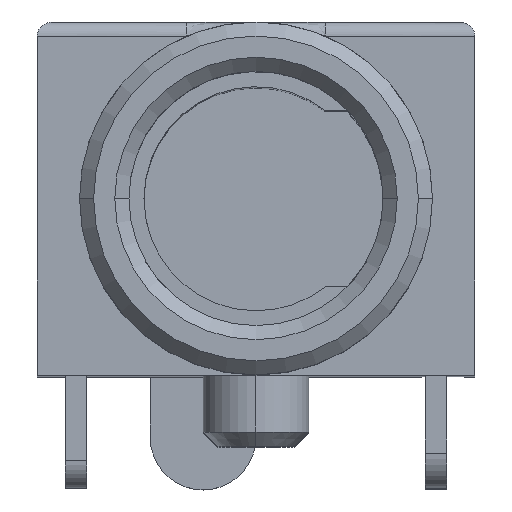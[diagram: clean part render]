
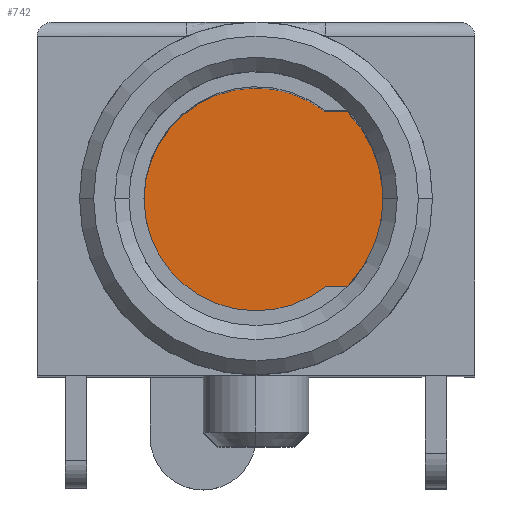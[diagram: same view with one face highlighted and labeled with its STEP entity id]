
A CAD part, top view. The second image highlights one B-rep face of the part: STEP entity #742.
In plain terms, the highlighted planar face has unit normal (0, 0, 1).
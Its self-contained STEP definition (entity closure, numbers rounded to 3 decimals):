
#487 = CARTESIAN_POINT ( 'NONE',  ( 0.981, -1.248, -4. ) ) ;
#603 = ORIENTED_EDGE ( 'NONE', *, *, #1907, .T. ) ;
#653 = AXIS2_PLACEMENT_3D ( 'NONE', #1190, #856, #2233 ) ;
#742 = ADVANCED_FACE ( 'NONE', ( #1882 ), #2914, .T. ) ;
#856 = DIRECTION ( 'NONE',  ( 0., 0., 1. ) ) ;
#966 = AXIS2_PLACEMENT_3D ( 'NONE', #3589, #1582, #2216 ) ;
#1190 = CARTESIAN_POINT ( 'NONE',  ( 0., 0., -4. ) ) ;
#1250 = CARTESIAN_POINT ( 'NONE',  ( 1.298, -1.248, -4. ) ) ;
#1357 = CARTESIAN_POINT ( 'NONE',  ( 0.981, 1.248, -4. ) ) ;
#1582 = DIRECTION ( 'NONE',  ( 0., 0., 1. ) ) ;
#1628 = EDGE_CURVE ( 'NONE', #3554, #1769, #3913, .T. ) ;
#1769 = VERTEX_POINT ( 'NONE', #3828 ) ;
#1795 = DIRECTION ( 'NONE',  ( 1., 0., 0. ) ) ;
#1882 = FACE_OUTER_BOUND ( 'NONE', #2054, .T. ) ;
#1907 = EDGE_CURVE ( 'NONE', #1769, #2450, #2982, .T. ) ;
#1944 = CIRCLE ( 'NONE', #653, 1.587 ) ;
#2054 = EDGE_LOOP ( 'NONE', ( #2900, #4046, #3596, #603 ) ) ;
#2066 = VERTEX_POINT ( 'NONE', #487 ) ;
#2194 = VECTOR ( 'NONE', #2631, 1000. ) ;
#2216 = DIRECTION ( 'NONE',  ( 1., 0., 0. ) ) ;
#2233 = DIRECTION ( 'NONE',  ( 1., 0., 0. ) ) ;
#2450 = VERTEX_POINT ( 'NONE', #1357 ) ;
#2631 = DIRECTION ( 'NONE',  ( -1., 0., 0. ) ) ;
#2672 = DIRECTION ( 'NONE',  ( 1., 0., 0. ) ) ;
#2690 = CARTESIAN_POINT ( 'NONE',  ( 0., 0., -4. ) ) ;
#2749 = CARTESIAN_POINT ( 'NONE',  ( 0.981, -1.248, -4. ) ) ;
#2900 = ORIENTED_EDGE ( 'NONE', *, *, #4207, .T. ) ;
#2914 = PLANE ( 'NONE',  #966 ) ;
#2978 = AXIS2_PLACEMENT_3D ( 'NONE', #2690, #4315, #2672 ) ;
#2982 = LINE ( 'NONE', #4036, #2194 ) ;
#3093 = EDGE_CURVE ( 'NONE', #2066, #3554, #3510, .T. ) ;
#3153 = VECTOR ( 'NONE', #1795, 1000. ) ;
#3510 = LINE ( 'NONE', #2749, #3153 ) ;
#3554 = VERTEX_POINT ( 'NONE', #1250 ) ;
#3589 = CARTESIAN_POINT ( 'NONE',  ( 0., 0., -4. ) ) ;
#3596 = ORIENTED_EDGE ( 'NONE', *, *, #1628, .T. ) ;
#3828 = CARTESIAN_POINT ( 'NONE',  ( 1.298, 1.248, -4. ) ) ;
#3913 = CIRCLE ( 'NONE', #2978, 1.8 ) ;
#4036 = CARTESIAN_POINT ( 'NONE',  ( 0.981, 1.248, -4. ) ) ;
#4046 = ORIENTED_EDGE ( 'NONE', *, *, #3093, .T. ) ;
#4207 = EDGE_CURVE ( 'NONE', #2450, #2066, #1944, .T. ) ;
#4315 = DIRECTION ( 'NONE',  ( 0., 0., 1. ) ) ;
